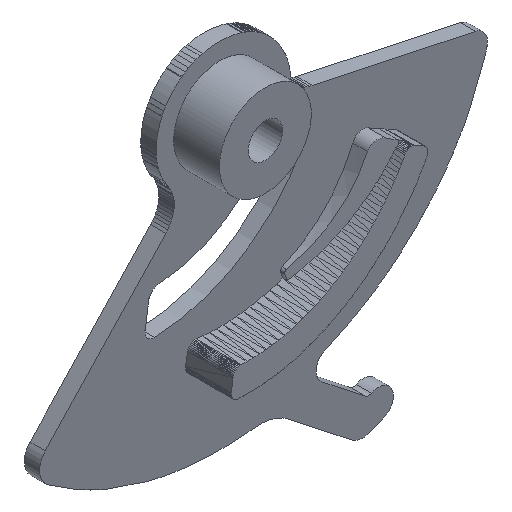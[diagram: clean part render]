
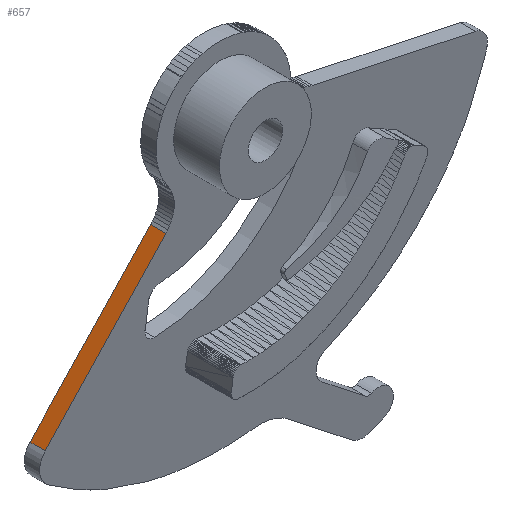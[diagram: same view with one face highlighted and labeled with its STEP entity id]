
A CAD part, isometric view. The second image highlights one B-rep face of the part: STEP entity #657.
In plain terms, the highlighted planar face has unit normal (-0.728, 0, 0.685).
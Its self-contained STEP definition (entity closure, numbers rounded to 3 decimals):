
#196=FACE_OUTER_BOUND('',#1546,.T.);
#657=ADVANCED_FACE('',(#196),#1117,.T.);
#1117=PLANE('',#9354);
#1546=EDGE_LOOP('',(#5138,#5139,#5140,#5141));
#2015=LINE('',#11977,#3084);
#2163=LINE('',#12782,#3232);
#2503=LINE('',#13932,#3572);
#2504=LINE('',#13933,#3573);
#3084=VECTOR('',#9758,1.);
#3232=VECTOR('',#9942,1.);
#3572=VECTOR('',#10514,1.);
#3573=VECTOR('',#10515,1.);
#5138=ORIENTED_EDGE('',*,*,#8006,.T.);
#5139=ORIENTED_EDGE('',*,*,#8455,.T.);
#5140=ORIENTED_EDGE('',*,*,#7746,.F.);
#5141=ORIENTED_EDGE('',*,*,#8456,.F.);
#6865=VERTEX_POINT('',#11976);
#6866=VERTEX_POINT('',#11978);
#7125=VERTEX_POINT('',#12783);
#7126=VERTEX_POINT('',#12784);
#7746=EDGE_CURVE('',#6865,#6866,#2015,.T.);
#8006=EDGE_CURVE('',#7125,#7126,#2163,.T.);
#8455=EDGE_CURVE('',#7126,#6866,#2503,.T.);
#8456=EDGE_CURVE('',#7125,#6865,#2504,.T.);
#9354=AXIS2_PLACEMENT_3D('',#13934,#10516,#10517);
#9758=DIRECTION('',(0.685,0.,0.728));
#9942=DIRECTION('',(0.685,0.,0.728));
#10514=DIRECTION('',(0.,1.,0.));
#10515=DIRECTION('',(0.,1.,0.));
#10516=DIRECTION('',(-0.728,0.,0.685));
#10517=DIRECTION('',(0.,1.,0.));
#11976=CARTESIAN_POINT('',(-18.059,1.,-16.349));
#11977=CARTESIAN_POINT('',(-15.203,1.,-13.314));
#11978=CARTESIAN_POINT('',(-10.17,1.,-7.967));
#12782=CARTESIAN_POINT('',(-15.203,0.,-13.314));
#12783=CARTESIAN_POINT('',(-18.059,0.,-16.349));
#12784=CARTESIAN_POINT('',(-10.17,0.,-7.967));
#13932=CARTESIAN_POINT('',(-10.17,0.,-7.967));
#13933=CARTESIAN_POINT('',(-18.059,0.,-16.349));
#13934=CARTESIAN_POINT('',(-12.846,0.267,-10.81));
